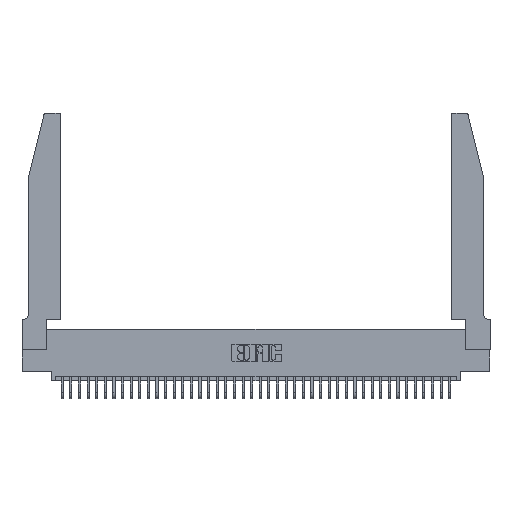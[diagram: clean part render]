
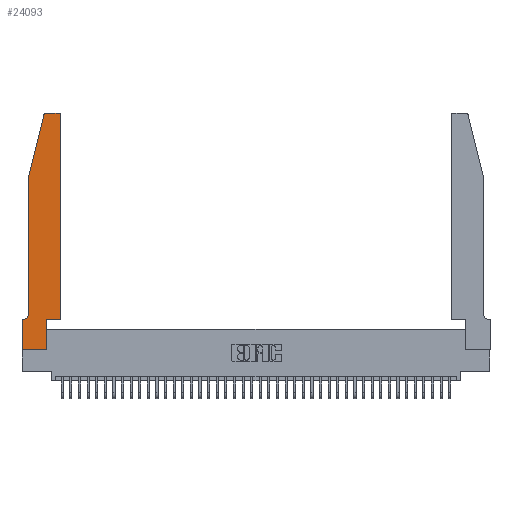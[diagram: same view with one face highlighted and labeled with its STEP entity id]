
A CAD part, top view. The second image highlights one B-rep face of the part: STEP entity #24093.
In plain terms, the highlighted planar face has unit normal (0, 0, 1).
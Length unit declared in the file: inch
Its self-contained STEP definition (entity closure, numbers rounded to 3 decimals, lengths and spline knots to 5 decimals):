
#318 = ORIENTED_EDGE ( 'NONE', *, *, #10697, .T. ) ;
#504 = EDGE_CURVE ( 'NONE', #33004, #40568, #2113, .T. ) ;
#721 = DIRECTION ( 'NONE',  ( 0., -1., 0. ) ) ;
#1431 = AXIS2_PLACEMENT_3D ( 'NONE', #40105, #20497, #36536 ) ;
#2113 = LINE ( 'NONE', #23485, #19434 ) ;
#2790 = CARTESIAN_POINT ( 'NONE',  ( 0.0755, 2., 0.37 ) ) ;
#2977 = VERTEX_POINT ( 'NONE', #13274 ) ;
#3360 = ORIENTED_EDGE ( 'NONE', *, *, #25205, .T. ) ;
#3572 = ORIENTED_EDGE ( 'NONE', *, *, #33501, .T. ) ;
#3800 = EDGE_CURVE ( 'NONE', #4989, #13447, #30851, .T. ) ;
#3824 = EDGE_CURVE ( 'NONE', #33897, #28316, #31818, .T. ) ;
#4013 = DIRECTION ( 'NONE',  ( -1., 0., 0. ) ) ;
#4166 = VECTOR ( 'NONE', #11966, 39.37008 ) ;
#4923 = VECTOR ( 'NONE', #38774, 39.37008 ) ;
#4989 = VERTEX_POINT ( 'NONE', #28476 ) ;
#5385 = VERTEX_POINT ( 'NONE', #35326 ) ;
#5867 = DIRECTION ( 'NONE',  ( 0., -1., 0. ) ) ;
#5981 = CARTESIAN_POINT ( 'NONE',  ( 0.2865, 0.35, 0.37 ) ) ;
#6863 = VERTEX_POINT ( 'NONE', #20024 ) ;
#10697 = EDGE_CURVE ( 'NONE', #34724, #23839, #15644, .T. ) ;
#11591 = LINE ( 'NONE', #15953, #27411 ) ;
#11966 = DIRECTION ( 'NONE',  ( 1., 0., 0. ) ) ;
#12097 = CARTESIAN_POINT ( 'NONE',  ( 0.0755, 0.42, 0.37 ) ) ;
#13228 = VECTOR ( 'NONE', #721, 39.37008 ) ;
#13274 = CARTESIAN_POINT ( 'NONE',  ( 0.284, 2.75, 0.37 ) ) ;
#13447 = VERTEX_POINT ( 'NONE', #18174 ) ;
#13802 = PLANE ( 'NONE',  #1431 ) ;
#14891 = CARTESIAN_POINT ( 'NONE',  ( 0., 0.35, 0.37 ) ) ;
#15505 = DIRECTION ( 'NONE',  ( -0.239, -0.971, 0. ) ) ;
#15644 = LINE ( 'NONE', #35389, #37511 ) ;
#15724 = AXIS2_PLACEMENT_3D ( 'NONE', #16888, #36173, #39470 ) ;
#15953 = CARTESIAN_POINT ( 'NONE',  ( 0., 0., 0.37 ) ) ;
#16443 = ORIENTED_EDGE ( 'NONE', *, *, #27704, .T. ) ;
#16888 = CARTESIAN_POINT ( 'NONE',  ( 0.0055, 0.42, 0.37 ) ) ;
#17034 = ORIENTED_EDGE ( 'NONE', *, *, #3824, .T. ) ;
#17629 = VECTOR ( 'NONE', #28402, 39.37008 ) ;
#18174 = CARTESIAN_POINT ( 'NONE',  ( 0.4505, 2.72, 0.37 ) ) ;
#18899 = CARTESIAN_POINT ( 'NONE',  ( 0.4205, 2.72, 0.37 ) ) ;
#19434 = VECTOR ( 'NONE', #4013, 39.37008 ) ;
#20024 = CARTESIAN_POINT ( 'NONE',  ( 0.4205, 2.75, 0.37 ) ) ;
#20212 = CARTESIAN_POINT ( 'NONE',  ( 0.0755, 2., 0.37 ) ) ;
#20497 = DIRECTION ( 'NONE',  ( 0., 0., 1. ) ) ;
#20695 = EDGE_CURVE ( 'NONE', #13447, #6863, #36882, .T. ) ;
#21055 = EDGE_LOOP ( 'NONE', ( #25313, #25212, #318, #32749, #3572, #25685, #3360, #16443, #17034, #35942, #39098, #31560 ) ) ;
#21234 = EDGE_CURVE ( 'NONE', #2977, #34724, #24084, .T. ) ;
#22102 = DIRECTION ( 'NONE',  ( -1., 0., 0. ) ) ;
#22399 = FACE_OUTER_BOUND ( 'NONE', #21055, .T. ) ;
#23485 = CARTESIAN_POINT ( 'NONE',  ( 0.0755, 0.35, 0.37 ) ) ;
#23595 = EDGE_CURVE ( 'NONE', #6863, #2977, #31056, .T. ) ;
#23839 = VERTEX_POINT ( 'NONE', #2790 ) ;
#23973 = DIRECTION ( 'NONE',  ( 0., 0., 1. ) ) ;
#24067 = DIRECTION ( 'NONE',  ( 1., 0., 0. ) ) ;
#24084 = CIRCLE ( 'NONE', #39691, 0.03 ) ;
#24093 = ADVANCED_FACE ( 'NONE', ( #22399 ), #13802, .T. ) ;
#24200 = CARTESIAN_POINT ( 'NONE',  ( 0.4505, 0.35, 0.37 ) ) ;
#24397 = DIRECTION ( 'NONE',  ( 1., 0., 0. ) ) ;
#24660 = CARTESIAN_POINT ( 'NONE',  ( 0.2865, 0., 0.37 ) ) ;
#25205 = EDGE_CURVE ( 'NONE', #40568, #5385, #11591, .T. ) ;
#25212 = ORIENTED_EDGE ( 'NONE', *, *, #21234, .T. ) ;
#25313 = ORIENTED_EDGE ( 'NONE', *, *, #23595, .T. ) ;
#25685 = ORIENTED_EDGE ( 'NONE', *, *, #504, .T. ) ;
#26442 = LINE ( 'NONE', #24200, #37141 ) ;
#27411 = VECTOR ( 'NONE', #5867, 39.37008 ) ;
#27704 = EDGE_CURVE ( 'NONE', #5385, #33897, #30641, .T. ) ;
#28199 = CARTESIAN_POINT ( 'NONE',  ( 0., 0., 0.37 ) ) ;
#28316 = VERTEX_POINT ( 'NONE', #5981 ) ;
#28402 = DIRECTION ( 'NONE',  ( 0., 1., 0. ) ) ;
#28476 = CARTESIAN_POINT ( 'NONE',  ( 0.4505, 0.35, 0.37 ) ) ;
#28691 = CARTESIAN_POINT ( 'NONE',  ( 0.4505, 0.35, 0.37 ) ) ;
#28827 = CARTESIAN_POINT ( 'NONE',  ( 0.2865, 0.35, 0.37 ) ) ;
#29551 = VECTOR ( 'NONE', #22102, 39.37008 ) ;
#30370 = CARTESIAN_POINT ( 'NONE',  ( 0.284, 2.72, 0.37 ) ) ;
#30497 = CIRCLE ( 'NONE', #15724, 0.07 ) ;
#30641 = LINE ( 'NONE', #28199, #4166 ) ;
#30851 = LINE ( 'NONE', #28691, #4923 ) ;
#31056 = LINE ( 'NONE', #34433, #29551 ) ;
#31286 = AXIS2_PLACEMENT_3D ( 'NONE', #18899, #31671, #34922 ) ;
#31560 = ORIENTED_EDGE ( 'NONE', *, *, #20695, .T. ) ;
#31671 = DIRECTION ( 'NONE',  ( 0., 0., 1. ) ) ;
#31818 = LINE ( 'NONE', #28827, #17629 ) ;
#32743 = CARTESIAN_POINT ( 'NONE',  ( 0.0055, 0.35, 0.37 ) ) ;
#32749 = ORIENTED_EDGE ( 'NONE', *, *, #33180, .T. ) ;
#33004 = VERTEX_POINT ( 'NONE', #32743 ) ;
#33180 = EDGE_CURVE ( 'NONE', #23839, #41778, #33570, .T. ) ;
#33269 = EDGE_CURVE ( 'NONE', #28316, #4989, #26442, .T. ) ;
#33501 = EDGE_CURVE ( 'NONE', #41778, #33004, #30497, .T. ) ;
#33570 = LINE ( 'NONE', #20212, #13228 ) ;
#33897 = VERTEX_POINT ( 'NONE', #24660 ) ;
#34433 = CARTESIAN_POINT ( 'NONE',  ( 0.2605, 2.75, 0.37 ) ) ;
#34724 = VERTEX_POINT ( 'NONE', #35385 ) ;
#34922 = DIRECTION ( 'NONE',  ( 1., 0., 0. ) ) ;
#35326 = CARTESIAN_POINT ( 'NONE',  ( 0., 0., 0.37 ) ) ;
#35385 = CARTESIAN_POINT ( 'NONE',  ( 0.25487, 2.72718, 0.37 ) ) ;
#35389 = CARTESIAN_POINT ( 'NONE',  ( 0.0755, 2., 0.37 ) ) ;
#35942 = ORIENTED_EDGE ( 'NONE', *, *, #33269, .T. ) ;
#36173 = DIRECTION ( 'NONE',  ( 0., 0., -1. ) ) ;
#36536 = DIRECTION ( 'NONE',  ( 1., 0., 0. ) ) ;
#36882 = CIRCLE ( 'NONE', #31286, 0.03 ) ;
#37141 = VECTOR ( 'NONE', #24067, 39.37008 ) ;
#37511 = VECTOR ( 'NONE', #15505, 39.37008 ) ;
#38774 = DIRECTION ( 'NONE',  ( 0., 1., 0. ) ) ;
#39098 = ORIENTED_EDGE ( 'NONE', *, *, #3800, .T. ) ;
#39470 = DIRECTION ( 'NONE',  ( -1., 0., 0. ) ) ;
#39691 = AXIS2_PLACEMENT_3D ( 'NONE', #30370, #23973, #24397 ) ;
#40105 = CARTESIAN_POINT ( 'NONE',  ( 0., 0.35, 0.37 ) ) ;
#40568 = VERTEX_POINT ( 'NONE', #14891 ) ;
#41778 = VERTEX_POINT ( 'NONE', #12097 ) ;
